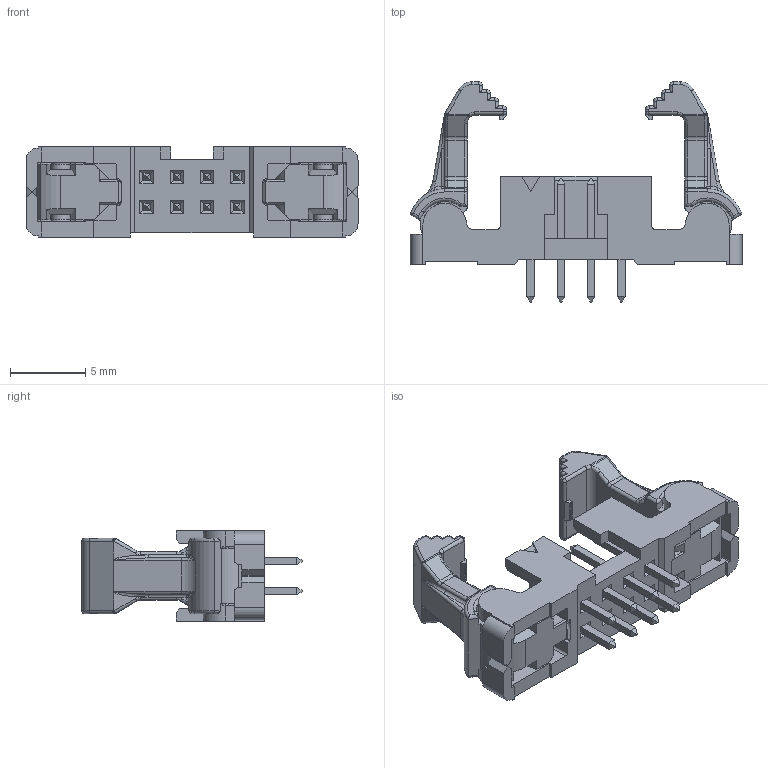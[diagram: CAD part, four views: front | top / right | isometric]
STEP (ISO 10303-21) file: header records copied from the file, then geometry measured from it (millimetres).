
FILE_DESCRIPTION((''),'2;1');
FILE_NAME('10078991-G02-CLOSED_ASM','2008-01-16T',('lsaillard'),('FCI - CDC Division'),'PRO/ENGINEER BY PARAMETRIC TECHNOLOGY CORPORATION, 2006200','PRO/ENGINEER BY PARAMETRIC TECHNOLOGY CORPORATION, 2006200','');
FILE_SCHEMA(('CONFIG_CONTROL_DESIGN'));
Length unit declared in the file: millimetre
Products named in the file (4): 10078988-008; CONTACT-HEADER_TMT; 10078990-001; 10078991-G02-CLOSED_ASM
Assembly tree (11 placements, depth 2):
  10078991-G02-CLOSED_ASM
    10078988-008
    CONTACT-HEADER_TMT  x8
    10078990-001  x2
Bounding box: 22 x 14.6 x 6 mm (x, y, z)
Volume: 466.2 mm3; surface area: 1175.5 mm2
Topology: 11 solids, 11 shells, 964 faces, 2382 edges, 1448 vertices
Faces by surface type: plane 518, cylinder 272, bspline 88, torus 62, sphere 24
Entity records: 24173 total; most frequent: CARTESIAN_POINT 9162, ORIENTED_EDGE 3264, DIRECTION 2858, EDGE_CURVE 1632, VECTOR 1056, LINE 1056, VERTEX_POINT 1010, AXIS2_PLACEMENT_3D 901
